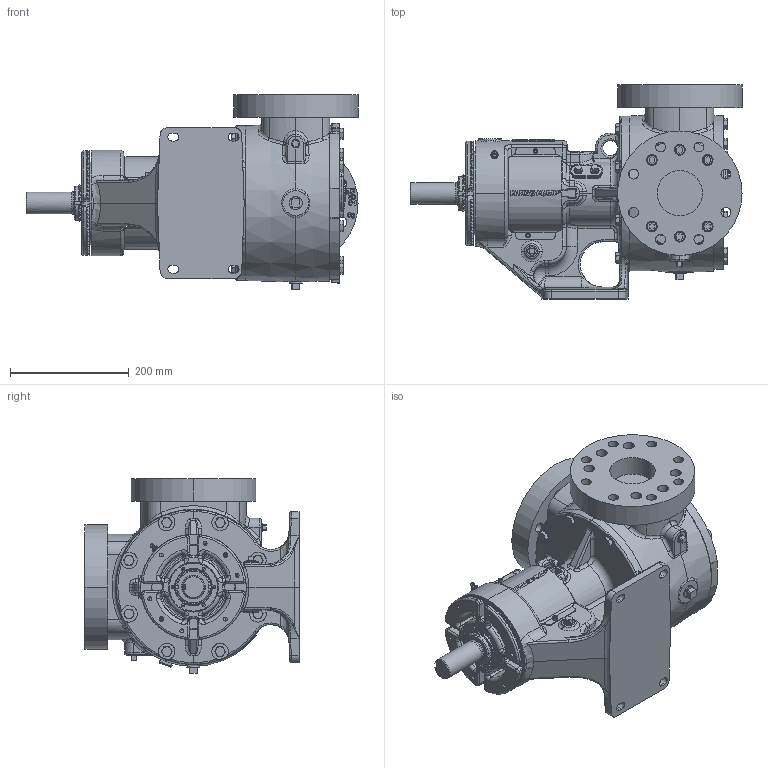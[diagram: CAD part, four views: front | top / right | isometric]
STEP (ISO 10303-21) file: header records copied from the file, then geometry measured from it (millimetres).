
FILE_DESCRIPTION (( 'STEP AP214' ), '1' );
FILE_NAME ('LV-4809.step', '2025-12-05T04:30:29', ( '' ), ( '' ), 'SwSTEP 2.0', 'SolidWorks 2024', '' );
FILE_SCHEMA (( 'AUTOMOTIVE_DESIGN' ));
Length unit declared in the file: millimetre
Products named in the file (1): LV-4809
Bounding box: 558.8 x 360.36 x 327.72 mm (x, y, z)
Volume: 16480998.6 mm3; surface area: 938964.6 mm2
Topology: 1 solids, 1 shells, 4566 faces, 11693 edges, 7305 vertices
Faces by surface type: plane 1525, bspline 1306, cylinder 938, cone 628, torus 113, sphere 56
Entity records: 202160 total; most frequent: CARTESIAN_POINT 101860, ORIENTED_EDGE 23176, DIRECTION 17347, EDGE_CURVE 11588, VERTEX_POINT 7302, AXIS2_PLACEMENT_3D 6315, EDGE_LOOP 4898, VECTOR 4717
